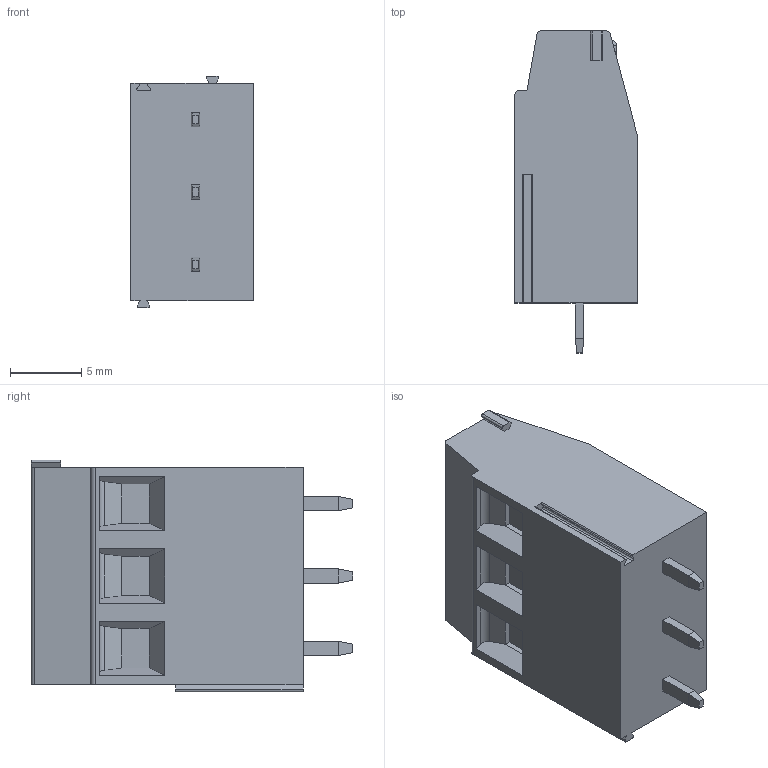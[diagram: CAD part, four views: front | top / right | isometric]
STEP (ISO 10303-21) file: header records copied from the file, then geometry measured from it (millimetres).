
FILE_DESCRIPTION((''),'2;1');
FILE_NAME('PRT0053','2025-01-17T',('yanfa'),(''),'PRO/ENGINEER BY PARAMETRIC TECHNOLOGY CORPORATION, 2009280','PRO/ENGINEER BY PARAMETRIC TECHNOLOGY CORPORATION, 2009280','');
FILE_SCHEMA(('AUTOMOTIVE_DESIGN_CC2 { 1 2 10303 214 -1 1 5 2 }'));
Length unit declared in the file: millimetre
Products named in the file (1): PRT0053
Bounding box: 8.6 x 22.6 x 16.24 mm (x, y, z)
Volume: 2221.7 mm3; surface area: 1304 mm2
Topology: 1 solids, 1 shells, 170 faces, 423 edges, 267 vertices
Faces by surface type: plane 103, cylinder 46, cone 12, torus 6, sphere 3
Entity records: 5150 total; most frequent: CARTESIAN_POINT 1038, DIRECTION 849, ORIENTED_EDGE 846, EDGE_CURVE 423, VECTOR 295, LINE 295, AXIS2_PLACEMENT_3D 277, VERTEX_POINT 267
